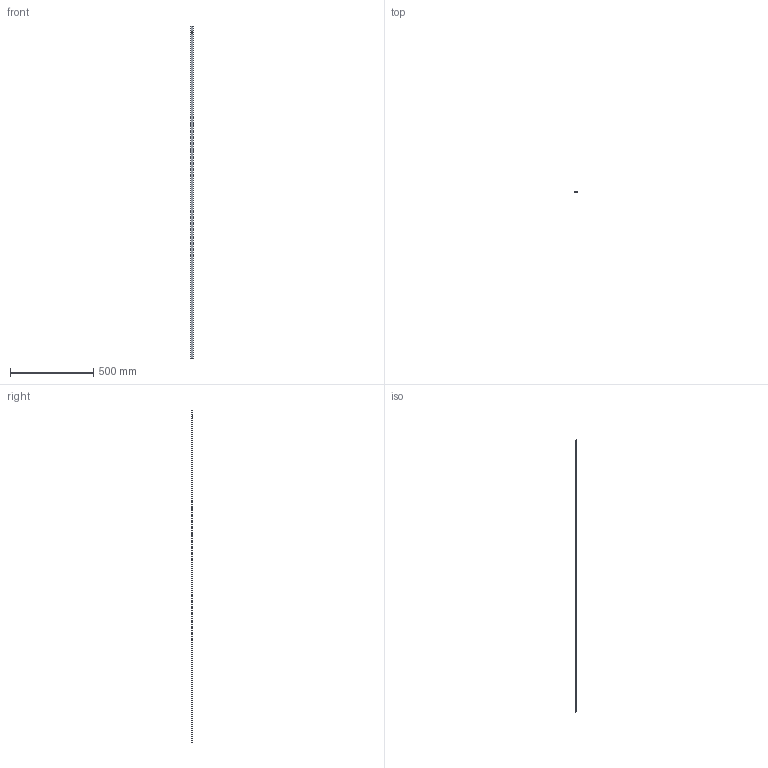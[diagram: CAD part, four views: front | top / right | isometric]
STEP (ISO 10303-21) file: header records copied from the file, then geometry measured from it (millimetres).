
FILE_DESCRIPTION (( 'STEP AP203' ), '1' );
FILE_NAME ('6306.step', '2015-09-17T15:51:17', ( '' ), ( '' ), 'SwSTEP 2.0', 'SolidWorks 2015', '' );
FILE_SCHEMA (( 'CONFIG_CONTROL_DESIGN' ));
Length unit declared in the file: millimetre
Products named in the file (1): 6306
Bounding box: 14 x 4 x 2000 mm (x, y, z)
Volume: 68481.1 mm3; surface area: 67595.8 mm2
Topology: 1 solids, 1 shells, 183 faces, 489 edges, 326 vertices
Faces by surface type: bspline 89, plane 88, cylinder 6
Entity records: 10378 total; most frequent: CARTESIAN_POINT 6328, ORIENTED_EDGE 978, DIRECTION 513, EDGE_CURVE 489, VERTEX_POINT 326, LINE 299, VECTOR 299, EDGE_LOOP 201
